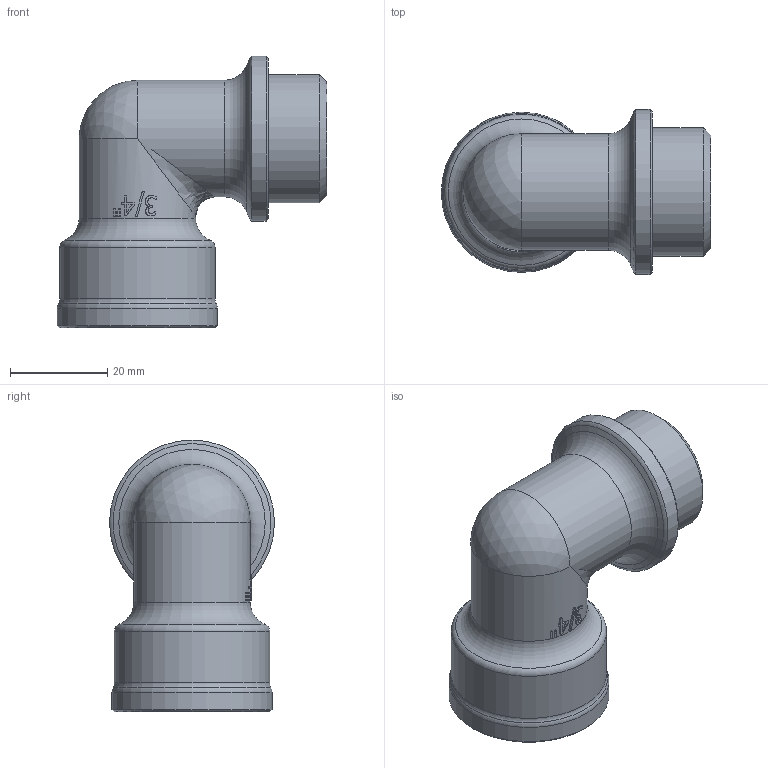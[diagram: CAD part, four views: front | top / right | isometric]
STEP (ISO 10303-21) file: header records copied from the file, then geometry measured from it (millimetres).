
FILE_DESCRIPTION(/* description */ (''),/* implementation_level */ '2;1');
FILE_NAME(/* name */ 'we_34_ms.stp',/* time_stamp */ '2017-03-31T10:29:05+02:00',/* author */ ('hamoud'),/* organization */ (''),/* preprocessor_version */ 'ST-DEVELOPER v15.6',/* originating_system */ 'Autodesk Inventor LT ',/* authorisation */ '');
FILE_SCHEMA (('AUTOMOTIVE_DESIGN { 1 0 10303 214 3 1 1 }'));
Length unit declared in the file: millimetre
Products named in the file (1): we_34_ms
Bounding box: 55.5 x 34 x 56 mm (x, y, z)
Volume: 18354.8 mm3; surface area: 12822.8 mm2
Topology: 1 solids, 1 shells, 87 faces, 214 edges, 135 vertices
Faces by surface type: plane 30, bspline 28, cylinder 15, cone 6, torus 6, sphere 2
Full cylindrical faces by diameter (mm): 20 x2, 24 x2, 24.12 x1, 26.4 x1, 32 x1, 33 x1, 34 x1
Entity records: 3163 total; most frequent: CARTESIAN_POINT 1293, ORIENTED_EDGE 378, DIRECTION 333, EDGE_CURVE 189, VERTEX_POINT 133, AXIS2_PLACEMENT_3D 130, EDGE_LOOP 118, FACE_OUTER_BOUND 87
